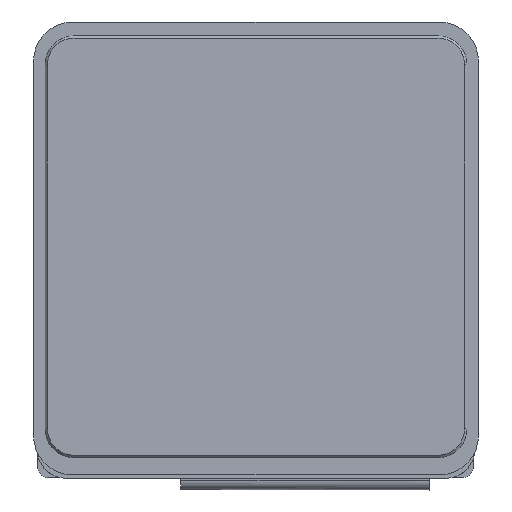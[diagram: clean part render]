
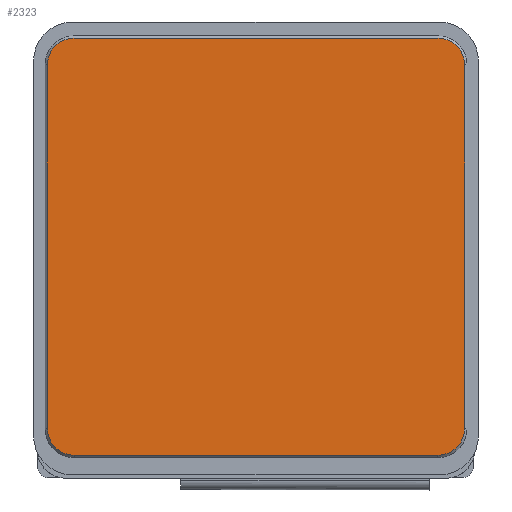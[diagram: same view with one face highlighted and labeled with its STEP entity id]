
A CAD part, top view. The second image highlights one B-rep face of the part: STEP entity #2323.
In plain terms, the highlighted planar face has unit normal (0, 0, 1).
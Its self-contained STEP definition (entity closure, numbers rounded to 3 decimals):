
#121=CIRCLE('',#2503,2.3);
#123=CIRCLE('',#2507,2.3);
#125=CIRCLE('',#2511,2.3);
#127=CIRCLE('',#2515,2.3);
#249=FACE_OUTER_BOUND('',#386,.T.);
#386=EDGE_LOOP('',(#1946,#1947,#1948,#1949,#1950,#1951,#1952,#1953));
#595=LINE('',#3772,#847);
#599=LINE('',#3784,#851);
#603=LINE('',#3796,#855);
#606=LINE('',#3805,#858);
#847=VECTOR('',#3008,10.);
#851=VECTOR('',#3020,10.);
#855=VECTOR('',#3032,10.);
#858=VECTOR('',#3043,10.);
#1068=VERTEX_POINT('',#3761);
#1069=VERTEX_POINT('',#3763);
#1072=VERTEX_POINT('',#3770);
#1074=VERTEX_POINT('',#3776);
#1076=VERTEX_POINT('',#3782);
#1078=VERTEX_POINT('',#3788);
#1080=VERTEX_POINT('',#3794);
#1082=VERTEX_POINT('',#3800);
#1357=EDGE_CURVE('',#1068,#1069,#121,.T.);
#1361=EDGE_CURVE('',#1072,#1068,#595,.T.);
#1364=EDGE_CURVE('',#1074,#1072,#123,.T.);
#1367=EDGE_CURVE('',#1076,#1074,#599,.T.);
#1370=EDGE_CURVE('',#1078,#1076,#125,.T.);
#1373=EDGE_CURVE('',#1080,#1078,#603,.T.);
#1376=EDGE_CURVE('',#1082,#1080,#127,.T.);
#1378=EDGE_CURVE('',#1069,#1082,#606,.T.);
#1946=ORIENTED_EDGE('',*,*,#1357,.F.);
#1947=ORIENTED_EDGE('',*,*,#1361,.F.);
#1948=ORIENTED_EDGE('',*,*,#1364,.F.);
#1949=ORIENTED_EDGE('',*,*,#1367,.F.);
#1950=ORIENTED_EDGE('',*,*,#1370,.F.);
#1951=ORIENTED_EDGE('',*,*,#1373,.F.);
#1952=ORIENTED_EDGE('',*,*,#1376,.F.);
#1953=ORIENTED_EDGE('',*,*,#1378,.F.);
#2204=PLANE('',#2524);
#2323=ADVANCED_FACE('',(#249),#2204,.T.);
#2503=AXIS2_PLACEMENT_3D('',#3764,#3000,#3001);
#2507=AXIS2_PLACEMENT_3D('',#3778,#3013,#3014);
#2511=AXIS2_PLACEMENT_3D('',#3790,#3025,#3026);
#2515=AXIS2_PLACEMENT_3D('',#3802,#3037,#3038);
#2524=AXIS2_PLACEMENT_3D('',#3825,#3064,#3065);
#3000=DIRECTION('center_axis',(0.,0.,-1.));
#3001=DIRECTION('ref_axis',(0.,1.,0.));
#3008=DIRECTION('',(0.,1.,0.));
#3013=DIRECTION('center_axis',(0.,0.,-1.));
#3014=DIRECTION('ref_axis',(-1.,0.,0.));
#3020=DIRECTION('',(-1.,0.,0.));
#3025=DIRECTION('center_axis',(0.,0.,-1.));
#3026=DIRECTION('ref_axis',(0.,-1.,0.));
#3032=DIRECTION('',(0.,-1.,0.));
#3037=DIRECTION('center_axis',(0.,0.,-1.));
#3038=DIRECTION('ref_axis',(1.,0.,0.));
#3043=DIRECTION('',(1.,0.,0.));
#3064=DIRECTION('center_axis',(0.,0.,1.));
#3065=DIRECTION('ref_axis',(1.,0.,0.));
#3761=CARTESIAN_POINT('',(-18.05,15.75,1.3));
#3763=CARTESIAN_POINT('',(-15.75,18.05,1.3));
#3764=CARTESIAN_POINT('Origin',(-15.75,15.75,1.3));
#3770=CARTESIAN_POINT('',(-18.05,-15.75,1.3));
#3772=CARTESIAN_POINT('',(-18.05,7.875,1.3));
#3776=CARTESIAN_POINT('',(-15.75,-18.05,1.3));
#3778=CARTESIAN_POINT('Origin',(-15.75,-15.75,1.3));
#3782=CARTESIAN_POINT('',(15.75,-18.05,1.3));
#3784=CARTESIAN_POINT('',(-7.875,-18.05,1.3));
#3788=CARTESIAN_POINT('',(18.05,-15.75,1.3));
#3790=CARTESIAN_POINT('Origin',(15.75,-15.75,1.3));
#3794=CARTESIAN_POINT('',(18.05,15.75,1.3));
#3796=CARTESIAN_POINT('',(18.05,-7.875,1.3));
#3800=CARTESIAN_POINT('',(15.75,18.05,1.3));
#3802=CARTESIAN_POINT('Origin',(15.75,15.75,1.3));
#3805=CARTESIAN_POINT('',(7.875,18.05,1.3));
#3825=CARTESIAN_POINT('Origin',(0.,0.,1.3));
